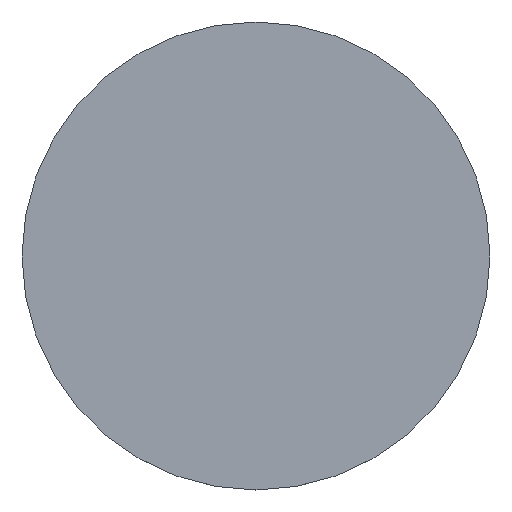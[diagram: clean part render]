
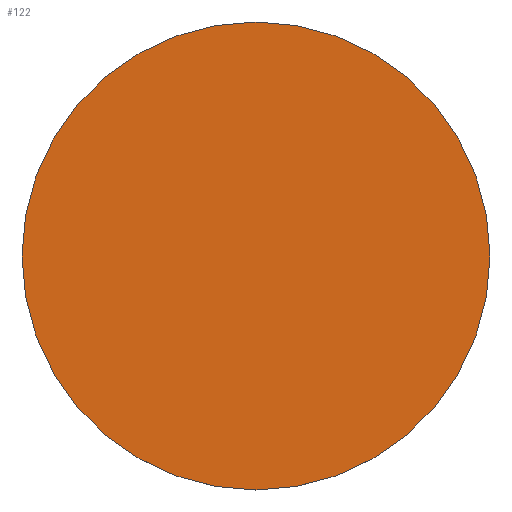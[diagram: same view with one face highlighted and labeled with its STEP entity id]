
A CAD part, top view. The second image highlights one B-rep face of the part: STEP entity #122.
In plain terms, the highlighted planar face has unit normal (0, 0, 1).
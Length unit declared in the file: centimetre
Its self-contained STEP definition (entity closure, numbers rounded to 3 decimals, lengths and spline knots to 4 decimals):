
#42=FACE_OUTER_BOUND('',#51,.T.);
#51=EDGE_LOOP('',(#91));
#61=CIRCLE('',#136,55.);
#69=VERTEX_POINT('',#202);
#77=EDGE_CURVE('',#69,#69,#61,.T.);
#91=ORIENTED_EDGE('',*,*,#77,.T.);
#119=PLANE('',#135);
#122=ADVANCED_FACE('',(#42),#119,.T.);
#135=AXIS2_PLACEMENT_3D('',#201,#157,#158);
#136=AXIS2_PLACEMENT_3D('',#203,#159,#160);
#157=DIRECTION('center_axis',(0.,0.,1.));
#158=DIRECTION('ref_axis',(1.,0.,0.));
#159=DIRECTION('center_axis',(0.,0.,1.));
#160=DIRECTION('ref_axis',(1.,0.,0.));
#201=CARTESIAN_POINT('Origin',(349.2975,0.,41.9765));
#202=CARTESIAN_POINT('',(404.2975,0.,41.9765));
#203=CARTESIAN_POINT('Origin',(349.2975,0.,41.9765));
